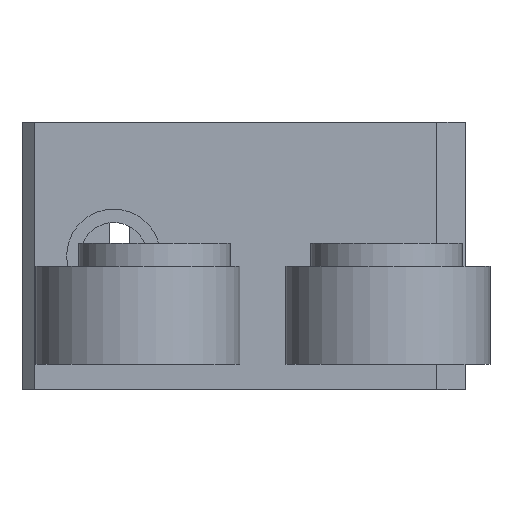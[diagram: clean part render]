
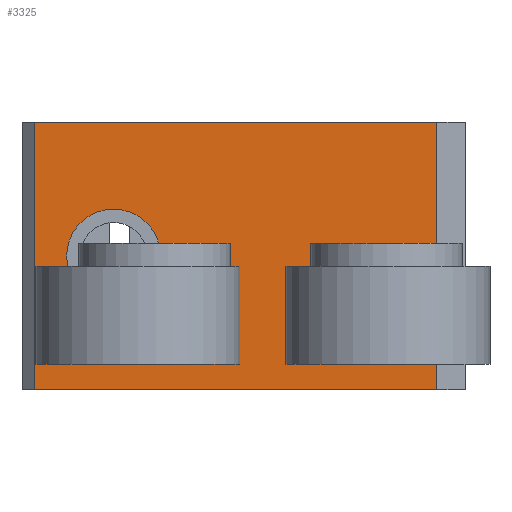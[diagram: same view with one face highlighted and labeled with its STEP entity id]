
A CAD part, left-side view. The second image highlights one B-rep face of the part: STEP entity #3325.
In plain terms, the highlighted planar face has unit normal (-1, 0, 0).
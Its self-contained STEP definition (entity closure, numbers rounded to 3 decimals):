
#420=CARTESIAN_POINT('',(-11.65,5.208,16.9));
#421=VERTEX_POINT('',#420);
#430=CARTESIAN_POINT('',(-11.65,5.208,11.65));
#431=DIRECTION('',(-1.,0.,-0.));
#432=DIRECTION('',(-0.,0.,1.));
#433=AXIS2_PLACEMENT_3D('',#430,#431,#432);
#434=CIRCLE('',#433,5.25);
#435=EDGE_CURVE('',#421,#421,#434,.T.);
#1140=CARTESIAN_POINT('',(-11.65,14.096,26.65));
#1141=VERTEX_POINT('',#1140);
#1148=CARTESIAN_POINT('',(-11.65,-30.986,26.65));
#1149=VERTEX_POINT('',#1148);
#1150=CARTESIAN_POINT('',(-11.65,-30.986,26.65));
#1151=DIRECTION('',(0.,1.,0.));
#1152=VECTOR('',#1151,45.082);
#1153=LINE('',#1150,#1152);
#1154=EDGE_CURVE('',#1149,#1141,#1153,.T.);
#1317=CARTESIAN_POINT('',(-11.65,14.096,-3.35));
#1318=VERTEX_POINT('',#1317);
#1319=CARTESIAN_POINT('',(-11.65,-30.986,-3.35));
#1320=VERTEX_POINT('',#1319);
#1321=CARTESIAN_POINT('',(-11.65,14.096,-3.35));
#1322=DIRECTION('',(0.,-1.,0.));
#1323=VECTOR('',#1322,45.082);
#1324=LINE('',#1321,#1323);
#1325=EDGE_CURVE('',#1318,#1320,#1324,.T.);
#3301=CARTESIAN_POINT('',(-11.65,0.,11.65));
#3302=DIRECTION('',(1.,0.,0.));
#3303=DIRECTION('',(0.,0.,-1.));
#3304=AXIS2_PLACEMENT_3D('',#3301,#3302,#3303);
#3305=PLANE('',#3304);
#3306=ORIENTED_EDGE('',*,*,#435,.F.);
#3307=EDGE_LOOP('',(#3306));
#3308=FACE_BOUND('',#3307,.T.);
#3309=CARTESIAN_POINT('',(-11.65,-30.986,-3.35));
#3310=DIRECTION('',(-0.,-0.,1.));
#3311=VECTOR('',#3310,30.);
#3312=LINE('',#3309,#3311);
#3313=EDGE_CURVE('',#1320,#1149,#3312,.T.);
#3314=ORIENTED_EDGE('',*,*,#3313,.T.);
#3315=ORIENTED_EDGE('',*,*,#1154,.T.);
#3316=CARTESIAN_POINT('',(-11.65,14.096,26.65));
#3317=DIRECTION('',(0.,0.,-1.));
#3318=VECTOR('',#3317,30.);
#3319=LINE('',#3316,#3318);
#3320=EDGE_CURVE('',#1141,#1318,#3319,.T.);
#3321=ORIENTED_EDGE('',*,*,#3320,.T.);
#3322=ORIENTED_EDGE('',*,*,#1325,.T.);
#3323=EDGE_LOOP('',(#3314,#3315,#3321,#3322));
#3324=FACE_BOUND('',#3323,.T.);
#3325=ADVANCED_FACE('',(#3308,#3324),#3305,.F.);
